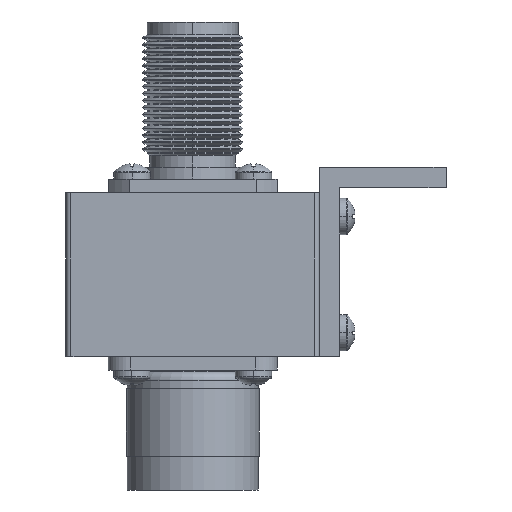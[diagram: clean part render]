
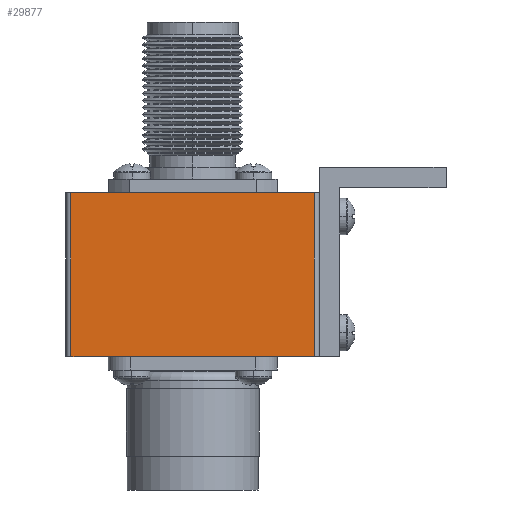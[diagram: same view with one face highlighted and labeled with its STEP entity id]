
A CAD part, front view. The second image highlights one B-rep face of the part: STEP entity #29877.
In plain terms, the highlighted planar face has unit normal (0, -1, 0).
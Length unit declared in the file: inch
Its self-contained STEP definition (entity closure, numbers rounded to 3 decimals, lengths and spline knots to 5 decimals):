
#6 = EDGE_CURVE ( 'NONE', #58543, #23999, #17719, .T. ) ;
#349 = CARTESIAN_POINT ( 'NONE',  ( 0., 0., 0. ) ) ;
#716 = EDGE_CURVE ( 'NONE', #58543, #51966, #54573, .T. ) ;
#6843 = ORIENTED_EDGE ( 'NONE', *, *, #56738, .T. ) ;
#8515 = FACE_OUTER_BOUND ( 'NONE', #30361, .T. ) ;
#12083 = ORIENTED_EDGE ( 'NONE', *, *, #6, .T. ) ;
#17719 = LINE ( 'NONE', #22763, #24241 ) ;
#18589 = DIRECTION ( 'NONE',  ( 0., 0., 1. ) ) ;
#18838 = AXIS2_PLACEMENT_3D ( 'NONE', #32034, #43578, #18589 ) ;
#18978 = PLANE ( 'NONE',  #18838 ) ;
#19778 = CARTESIAN_POINT ( 'NONE',  ( 1.47, 0., 0.97 ) ) ;
#22763 = CARTESIAN_POINT ( 'NONE',  ( 0.03, 0., 0.97 ) ) ;
#23999 = VERTEX_POINT ( 'NONE', #53809 ) ;
#24241 = VECTOR ( 'NONE', #64279, 39.37008 ) ;
#25499 = CARTESIAN_POINT ( 'NONE',  ( 1.47, 0., 0.97 ) ) ;
#29877 = ADVANCED_FACE ( 'NONE', ( #8515 ), #18978, .F. ) ;
#30361 = EDGE_LOOP ( 'NONE', ( #6843, #37823, #75152, #12083 ) ) ;
#30851 = CARTESIAN_POINT ( 'NONE',  ( 0.03, 0., 0.97 ) ) ;
#32034 = CARTESIAN_POINT ( 'NONE',  ( 0., 0., 0.97 ) ) ;
#35385 = CARTESIAN_POINT ( 'NONE',  ( 0., 0., 0.97 ) ) ;
#36506 = DIRECTION ( 'NONE',  ( 1., 0., 0. ) ) ;
#37823 = ORIENTED_EDGE ( 'NONE', *, *, #44485, .T. ) ;
#40432 = DIRECTION ( 'NONE',  ( 1., 0., 0. ) ) ;
#42475 = DIRECTION ( 'NONE',  ( 0., 0., 1. ) ) ;
#42697 = VECTOR ( 'NONE', #36506, 39.37008 ) ;
#43578 = DIRECTION ( 'NONE',  ( 0., 1., 0. ) ) ;
#44485 = EDGE_CURVE ( 'NONE', #46030, #51966, #48949, .T. ) ;
#46030 = VERTEX_POINT ( 'NONE', #75007 ) ;
#48949 = LINE ( 'NONE', #25499, #69784 ) ;
#51966 = VERTEX_POINT ( 'NONE', #19778 ) ;
#52378 = LINE ( 'NONE', #349, #54643 ) ;
#53809 = CARTESIAN_POINT ( 'NONE',  ( 0.03, 0., 0. ) ) ;
#54573 = LINE ( 'NONE', #35385, #42697 ) ;
#54643 = VECTOR ( 'NONE', #40432, 39.37008 ) ;
#56738 = EDGE_CURVE ( 'NONE', #23999, #46030, #52378, .T. ) ;
#58543 = VERTEX_POINT ( 'NONE', #30851 ) ;
#64279 = DIRECTION ( 'NONE',  ( 0., 0., -1. ) ) ;
#69784 = VECTOR ( 'NONE', #42475, 39.37008 ) ;
#75007 = CARTESIAN_POINT ( 'NONE',  ( 1.47, 0., 0. ) ) ;
#75152 = ORIENTED_EDGE ( 'NONE', *, *, #716, .F. ) ;
